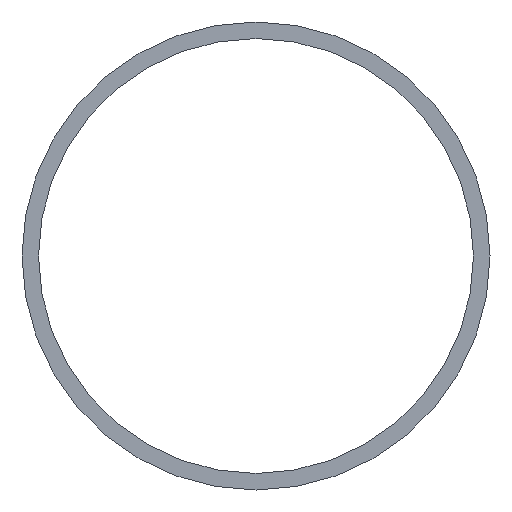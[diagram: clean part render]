
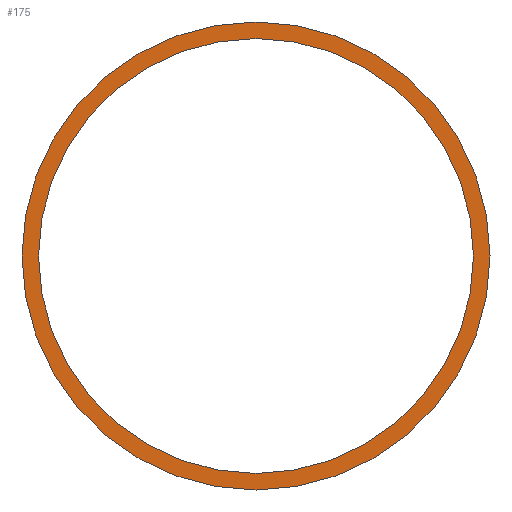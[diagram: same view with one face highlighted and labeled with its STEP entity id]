
A CAD part, front view. The second image highlights one B-rep face of the part: STEP entity #175.
In plain terms, the highlighted planar face has unit normal (0, -1, 0).
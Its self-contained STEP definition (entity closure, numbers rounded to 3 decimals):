
#5 = PLANE ( 'NONE',  #42 ) ;
#6 = CARTESIAN_POINT ( 'NONE',  ( 0., 0., -39.5 ) ) ;
#18 = ORIENTED_EDGE ( 'NONE', *, *, #209, .T. ) ;
#20 = CARTESIAN_POINT ( 'NONE',  ( 0., 0., -42.5 ) ) ;
#21 = CARTESIAN_POINT ( 'NONE',  ( 0., 0., 42.5 ) ) ;
#25 = AXIS2_PLACEMENT_3D ( 'NONE', #212, #195, #247 ) ;
#26 = DIRECTION ( 'NONE',  ( 0., 1., 0. ) ) ;
#29 = CIRCLE ( 'NONE', #25, 39.5 ) ;
#42 = AXIS2_PLACEMENT_3D ( 'NONE', #176, #89, #180 ) ;
#44 = VERTEX_POINT ( 'NONE', #21 ) ;
#49 = VERTEX_POINT ( 'NONE', #20 ) ;
#57 = EDGE_CURVE ( 'NONE', #194, #181, #29, .T. ) ;
#61 = CARTESIAN_POINT ( 'NONE',  ( 0., 0., 0. ) ) ;
#63 = DIRECTION ( 'NONE',  ( 0., 0., 1. ) ) ;
#78 = ORIENTED_EDGE ( 'NONE', *, *, #118, .F. ) ;
#81 = DIRECTION ( 'NONE',  ( 0., 1., 0. ) ) ;
#83 = DIRECTION ( 'NONE',  ( 0., 0., 1. ) ) ;
#85 = FACE_OUTER_BOUND ( 'NONE', #100, .T. ) ;
#89 = DIRECTION ( 'NONE',  ( 0., 1., 0. ) ) ;
#92 = AXIS2_PLACEMENT_3D ( 'NONE', #238, #26, #63 ) ;
#100 = EDGE_LOOP ( 'NONE', ( #78, #153 ) ) ;
#104 = DIRECTION ( 'NONE',  ( 0., 0., 1. ) ) ;
#107 = AXIS2_PLACEMENT_3D ( 'NONE', #241, #222, #104 ) ;
#109 = EDGE_CURVE ( 'NONE', #44, #49, #149, .T. ) ;
#118 = EDGE_CURVE ( 'NONE', #49, #44, #192, .T. ) ;
#142 = CARTESIAN_POINT ( 'NONE',  ( 0., 0., 39.5 ) ) ;
#149 = CIRCLE ( 'NONE', #92, 42.5 ) ;
#153 = ORIENTED_EDGE ( 'NONE', *, *, #109, .F. ) ;
#175 = ADVANCED_FACE ( 'NONE', ( #85, #201 ), #5, .F. ) ;
#176 = CARTESIAN_POINT ( 'NONE',  ( 0., 0., 0. ) ) ;
#180 = DIRECTION ( 'NONE',  ( 0., 0., 1. ) ) ;
#181 = VERTEX_POINT ( 'NONE', #6 ) ;
#192 = CIRCLE ( 'NONE', #107, 42.5 ) ;
#194 = VERTEX_POINT ( 'NONE', #142 ) ;
#195 = DIRECTION ( 'NONE',  ( 0., 1., 0. ) ) ;
#201 = FACE_BOUND ( 'NONE', #249, .T. ) ;
#209 = EDGE_CURVE ( 'NONE', #181, #194, #246, .T. ) ;
#212 = CARTESIAN_POINT ( 'NONE',  ( 0., 0., 0. ) ) ;
#218 = ORIENTED_EDGE ( 'NONE', *, *, #57, .T. ) ;
#222 = DIRECTION ( 'NONE',  ( 0., 1., 0. ) ) ;
#228 = AXIS2_PLACEMENT_3D ( 'NONE', #61, #81, #83 ) ;
#238 = CARTESIAN_POINT ( 'NONE',  ( 0., 0., 0. ) ) ;
#241 = CARTESIAN_POINT ( 'NONE',  ( 0., 0., 0. ) ) ;
#246 = CIRCLE ( 'NONE', #228, 39.5 ) ;
#247 = DIRECTION ( 'NONE',  ( 0., 0., 1. ) ) ;
#249 = EDGE_LOOP ( 'NONE', ( #18, #218 ) ) ;
